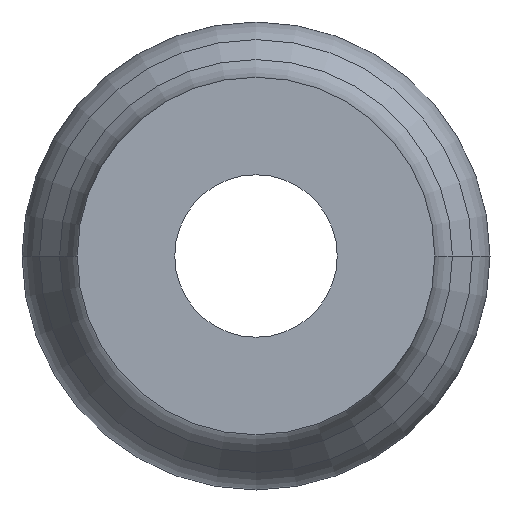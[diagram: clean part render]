
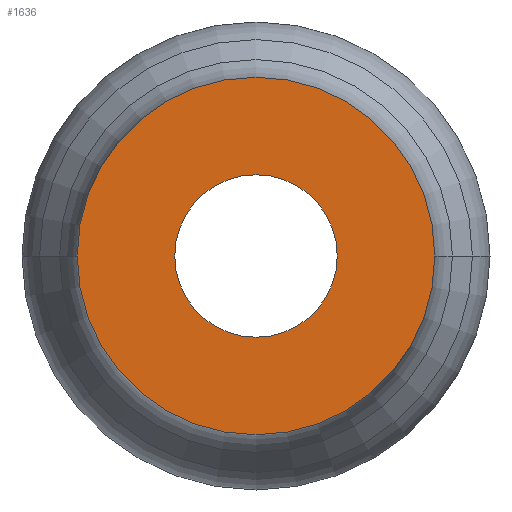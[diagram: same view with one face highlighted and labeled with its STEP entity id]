
A CAD part, left-side view. The second image highlights one B-rep face of the part: STEP entity #1636.
In plain terms, the highlighted planar face has unit normal (-1, 0, 0).
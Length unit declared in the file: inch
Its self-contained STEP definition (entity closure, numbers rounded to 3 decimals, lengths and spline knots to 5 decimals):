
#211=CARTESIAN_POINT('',(125.,0.,0.));
#212=DIRECTION('',(-1.,0.,0.));
#213=DIRECTION('',(0.,1.,0.));
#214=AXIS2_PLACEMENT_3D('',#211,#212,#213);
#220=CARTESIAN_POINT('',(125.,0.,0.));
#221=DIRECTION('',(1.,0.,0.));
#222=DIRECTION('',(0.,1.,0.));
#223=AXIS2_PLACEMENT_3D('',#220,#221,#222);
#229=CARTESIAN_POINT('',(125.,0.,0.));
#230=DIRECTION('',(-1.,0.,0.));
#231=DIRECTION('',(0.,1.,0.));
#232=AXIS2_PLACEMENT_3D('',#229,#230,#231);
#234=CARTESIAN_POINT('',(125.,0.,0.));
#235=DIRECTION('',(1.,0.,0.));
#236=DIRECTION('',(0.,1.,0.));
#237=AXIS2_PLACEMENT_3D('',#234,#235,#236);
#1083=CARTESIAN_POINT('',(125.,25.,0.));
#1085=VERTEX_POINT('',#1083);
#1103=CARTESIAN_POINT('',(125.,-25.,0.));
#1105=VERTEX_POINT('',#1103);
#1119=CARTESIAN_POINT('',(125.,55.,0.));
#1120=CARTESIAN_POINT('',(125.,-55.,0.));
#1121=VERTEX_POINT('',#1119);
#1122=VERTEX_POINT('',#1120);
#1621=CARTESIAN_POINT('',(125.,0.,0.));
#1622=DIRECTION('',(-1.,0.,0.));
#1623=DIRECTION('',(0.,1.,0.));
#1624=AXIS2_PLACEMENT_3D('',#1621,#1622,#1623);
#1625=PLANE('',#1624);
#1627=ORIENTED_EDGE('',*,*,#1626,.F.);
#1629=ORIENTED_EDGE('',*,*,#1628,.T.);
#1630=EDGE_LOOP('',(#1627,#1629));
#1631=FACE_OUTER_BOUND('',#1630,.F.);
#1632=ORIENTED_EDGE('',*,*,#1614,.F.);
#1633=ORIENTED_EDGE('',*,*,#1603,.T.);
#1634=EDGE_LOOP('',(#1632,#1633));
#1635=FACE_BOUND('',#1634,.F.);
#1636=ADVANCED_FACE('',(#1631,#1635),#1625,.T.);
#215=CIRCLE('',#214,25.);
#224=CIRCLE('',#223,25.);
#233=CIRCLE('',#232,55.);
#238=CIRCLE('',#237,55.);
#1603=EDGE_CURVE('',#1085,#1105,#215,.T.);
#1614=EDGE_CURVE('',#1085,#1105,#224,.T.);
#1626=EDGE_CURVE('',#1121,#1122,#233,.T.);
#1628=EDGE_CURVE('',#1121,#1122,#238,.T.);
